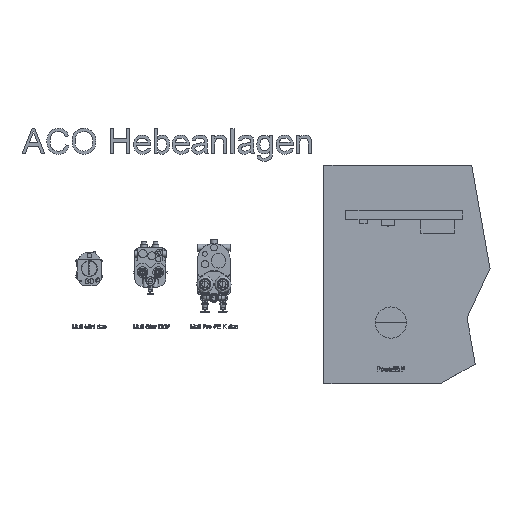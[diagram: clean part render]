
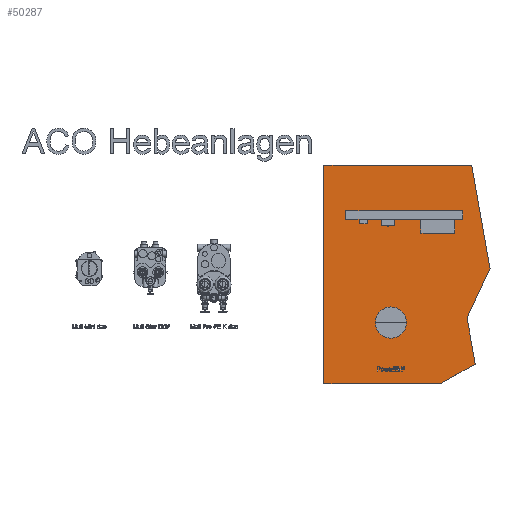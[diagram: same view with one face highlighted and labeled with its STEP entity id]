
A CAD part, top view. The second image highlights one B-rep face of the part: STEP entity #50287.
In plain terms, the highlighted planar face has unit normal (0, 0, 1).
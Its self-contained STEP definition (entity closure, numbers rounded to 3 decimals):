
#4491=FACE_OUTER_BOUND('',#7299,.T.);
#7299=EDGE_LOOP('',(#42306,#42307,#42308,#42309,#42310,#42311,#42312));
#13169=LINE('',#82505,#19206);
#13170=LINE('',#82507,#19207);
#13171=LINE('',#82509,#19208);
#13172=LINE('',#82511,#19209);
#13173=LINE('',#82513,#19210);
#13174=LINE('',#82515,#19211);
#13175=LINE('',#82516,#19212);
#19206=VECTOR('',#66987,304.8);
#19207=VECTOR('',#66988,304.8);
#19208=VECTOR('',#66989,304.8);
#19209=VECTOR('',#66990,304.8);
#19210=VECTOR('',#66991,304.8);
#19211=VECTOR('',#66992,304.8);
#19212=VECTOR('',#66993,304.8);
#23725=VERTEX_POINT('',#82503);
#23726=VERTEX_POINT('',#82504);
#23727=VERTEX_POINT('',#82506);
#23728=VERTEX_POINT('',#82508);
#23729=VERTEX_POINT('',#82510);
#23730=VERTEX_POINT('',#82512);
#23731=VERTEX_POINT('',#82514);
#30095=EDGE_CURVE('',#23725,#23726,#13169,.T.);
#30096=EDGE_CURVE('',#23726,#23727,#13170,.T.);
#30097=EDGE_CURVE('',#23727,#23728,#13171,.T.);
#30098=EDGE_CURVE('',#23728,#23729,#13172,.T.);
#30099=EDGE_CURVE('',#23729,#23730,#13173,.T.);
#30100=EDGE_CURVE('',#23730,#23731,#13174,.T.);
#30101=EDGE_CURVE('',#23731,#23725,#13175,.T.);
#42306=ORIENTED_EDGE('',*,*,#30095,.T.);
#42307=ORIENTED_EDGE('',*,*,#30096,.T.);
#42308=ORIENTED_EDGE('',*,*,#30097,.T.);
#42309=ORIENTED_EDGE('',*,*,#30098,.T.);
#42310=ORIENTED_EDGE('',*,*,#30099,.T.);
#42311=ORIENTED_EDGE('',*,*,#30100,.T.);
#42312=ORIENTED_EDGE('',*,*,#30101,.T.);
#47784=PLANE('',#55973);
#50287=ADVANCED_FACE('',(#4491),#47784,.T.);
#55973=AXIS2_PLACEMENT_3D('',#82502,#66985,#66986);
#66985=DIRECTION('center_axis',(0.,0.,1.));
#66986=DIRECTION('ref_axis',(-0.174,0.985,0.));
#66987=DIRECTION('',(-1.,0.,0.));
#66988=DIRECTION('',(0.,-1.,0.));
#66989=DIRECTION('',(1.,0.,0.));
#66990=DIRECTION('',(0.871,0.491,0.));
#66991=DIRECTION('',(-0.174,0.985,0.));
#66992=DIRECTION('',(0.423,0.906,0.));
#66993=DIRECTION('',(-0.174,0.985,0.));
#82502=CARTESIAN_POINT('Origin',(-2891.037,-6011.986,0.));
#82503=CARTESIAN_POINT('',(-3329.807,-3523.598,0.));
#82504=CARTESIAN_POINT('',(-6876.837,-3523.598,0.));
#82505=CARTESIAN_POINT('',(-3329.807,-3523.598,0.));
#82506=CARTESIAN_POINT('',(-6876.837,-8765.703,0.));
#82507=CARTESIAN_POINT('',(-6876.837,-3523.598,0.));
#82508=CARTESIAN_POINT('',(-4076.837,-8765.703,0.));
#82509=CARTESIAN_POINT('',(-6876.837,-8765.703,0.));
#82510=CARTESIAN_POINT('',(-3245.326,-8296.738,0.));
#82511=CARTESIAN_POINT('',(-4076.837,-8765.703,0.));
#82512=CARTESIAN_POINT('',(-3440.441,-7190.186,0.));
#82513=CARTESIAN_POINT('',(-3245.326,-8296.738,0.));
#82514=CARTESIAN_POINT('',(-2891.037,-6011.986,0.));
#82515=CARTESIAN_POINT('',(-3440.441,-7190.186,0.));
#82516=CARTESIAN_POINT('',(-2891.037,-6011.986,0.));
